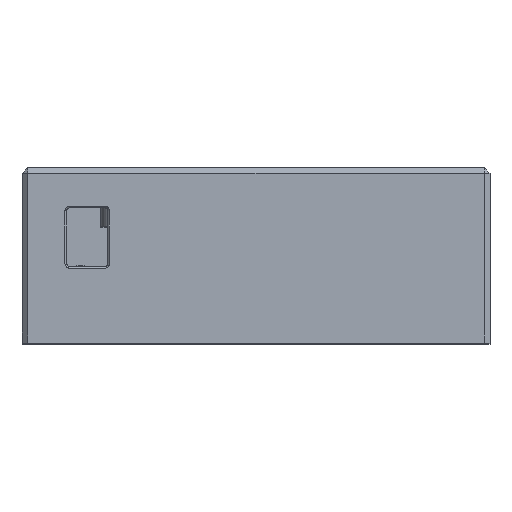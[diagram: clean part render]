
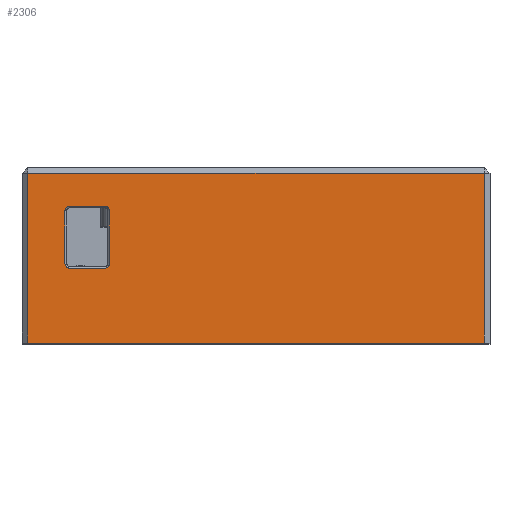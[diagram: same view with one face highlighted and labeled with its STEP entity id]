
A CAD part, top view. The second image highlights one B-rep face of the part: STEP entity #2306.
In plain terms, the highlighted planar face has unit normal (0, 0, 1).
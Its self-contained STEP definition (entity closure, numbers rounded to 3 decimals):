
#81=FACE_BOUND('',#389,.T.);
#127=CIRCLE('',#2485,0.8);
#129=CIRCLE('',#2489,0.8);
#131=CIRCLE('',#2493,0.8);
#133=CIRCLE('',#2497,0.8);
#231=FACE_OUTER_BOUND('',#388,.T.);
#388=EDGE_LOOP('',(#1706,#1707,#1708,#1709));
#389=EDGE_LOOP('',(#1710,#1711,#1712,#1713,#1714,#1715,#1716,#1717));
#599=LINE('',#3607,#831);
#603=LINE('',#3619,#835);
#607=LINE('',#3631,#839);
#611=LINE('',#3642,#843);
#620=LINE('',#3665,#852);
#621=LINE('',#3667,#853);
#622=LINE('',#3669,#854);
#623=LINE('',#3670,#855);
#831=VECTOR('',#2861,10.);
#835=VECTOR('',#2873,10.);
#839=VECTOR('',#2885,10.);
#843=VECTOR('',#2897,10.);
#852=VECTOR('',#2920,10.);
#853=VECTOR('',#2921,10.);
#854=VECTOR('',#2922,10.);
#855=VECTOR('',#2923,10.);
#1062=VERTEX_POINT('',#3597);
#1065=VERTEX_POINT('',#3602);
#1066=VERTEX_POINT('',#3606);
#1068=VERTEX_POINT('',#3612);
#1070=VERTEX_POINT('',#3618);
#1072=VERTEX_POINT('',#3624);
#1074=VERTEX_POINT('',#3630);
#1076=VERTEX_POINT('',#3636);
#1083=VERTEX_POINT('',#3663);
#1084=VERTEX_POINT('',#3664);
#1085=VERTEX_POINT('',#3666);
#1086=VERTEX_POINT('',#3668);
#1291=EDGE_CURVE('',#1065,#1062,#127,.T.);
#1292=EDGE_CURVE('',#1062,#1066,#599,.T.);
#1297=EDGE_CURVE('',#1066,#1068,#129,.T.);
#1298=EDGE_CURVE('',#1068,#1070,#603,.T.);
#1303=EDGE_CURVE('',#1070,#1072,#131,.T.);
#1304=EDGE_CURVE('',#1072,#1074,#607,.T.);
#1309=EDGE_CURVE('',#1074,#1076,#133,.T.);
#1310=EDGE_CURVE('',#1076,#1065,#611,.T.);
#1321=EDGE_CURVE('',#1083,#1084,#620,.T.);
#1322=EDGE_CURVE('',#1085,#1083,#621,.T.);
#1323=EDGE_CURVE('',#1086,#1085,#622,.T.);
#1324=EDGE_CURVE('',#1086,#1084,#623,.T.);
#1706=ORIENTED_EDGE('',*,*,#1321,.F.);
#1707=ORIENTED_EDGE('',*,*,#1322,.F.);
#1708=ORIENTED_EDGE('',*,*,#1323,.F.);
#1709=ORIENTED_EDGE('',*,*,#1324,.T.);
#1710=ORIENTED_EDGE('',*,*,#1291,.F.);
#1711=ORIENTED_EDGE('',*,*,#1310,.F.);
#1712=ORIENTED_EDGE('',*,*,#1309,.F.);
#1713=ORIENTED_EDGE('',*,*,#1304,.F.);
#1714=ORIENTED_EDGE('',*,*,#1303,.F.);
#1715=ORIENTED_EDGE('',*,*,#1298,.F.);
#1716=ORIENTED_EDGE('',*,*,#1297,.F.);
#1717=ORIENTED_EDGE('',*,*,#1292,.F.);
#2197=PLANE('',#2505);
#2306=ADVANCED_FACE('',(#231,#81),#2197,.T.);
#2485=AXIS2_PLACEMENT_3D('',#3604,#2857,#2858);
#2489=AXIS2_PLACEMENT_3D('',#3616,#2869,#2870);
#2493=AXIS2_PLACEMENT_3D('',#3628,#2881,#2882);
#2497=AXIS2_PLACEMENT_3D('',#3640,#2893,#2894);
#2505=AXIS2_PLACEMENT_3D('',#3662,#2918,#2919);
#2857=DIRECTION('center_axis',(0.,0.,1.));
#2858=DIRECTION('ref_axis',(-0.707,-0.707,0.));
#2861=DIRECTION('',(1.,0.,0.));
#2869=DIRECTION('center_axis',(0.,0.,1.));
#2870=DIRECTION('ref_axis',(0.707,-0.707,0.));
#2873=DIRECTION('',(0.,1.,0.));
#2881=DIRECTION('center_axis',(0.,0.,1.));
#2882=DIRECTION('ref_axis',(0.707,0.707,0.));
#2885=DIRECTION('',(-1.,0.,0.));
#2893=DIRECTION('center_axis',(0.,0.,1.));
#2894=DIRECTION('ref_axis',(-0.707,0.707,0.));
#2897=DIRECTION('',(0.,-1.,0.));
#2918=DIRECTION('center_axis',(0.,0.,1.));
#2919=DIRECTION('ref_axis',(1.,0.,0.));
#2920=DIRECTION('',(0.,-1.,0.));
#2921=DIRECTION('',(1.,0.,0.));
#2922=DIRECTION('',(0.,1.,0.));
#2923=DIRECTION('',(1.,0.,0.));
#3597=CARTESIAN_POINT('',(8.15,12.8,140.));
#3602=CARTESIAN_POINT('',(7.35,13.6,140.));
#3604=CARTESIAN_POINT('Origin',(8.15,13.6,140.));
#3606=CARTESIAN_POINT('',(14.15,12.8,140.));
#3607=CARTESIAN_POINT('',(7.325,12.8,140.));
#3612=CARTESIAN_POINT('',(14.95,13.6,140.));
#3616=CARTESIAN_POINT('Origin',(14.15,13.6,140.));
#3618=CARTESIAN_POINT('',(14.95,22.6,140.));
#3619=CARTESIAN_POINT('',(14.95,11.55,140.));
#3624=CARTESIAN_POINT('',(14.15,23.4,140.));
#3628=CARTESIAN_POINT('Origin',(14.15,22.6,140.));
#3630=CARTESIAN_POINT('',(8.15,23.4,140.));
#3631=CARTESIAN_POINT('',(3.825,23.4,140.));
#3636=CARTESIAN_POINT('',(7.35,22.6,140.));
#3640=CARTESIAN_POINT('Origin',(8.15,22.6,140.));
#3642=CARTESIAN_POINT('',(7.35,6.55,140.));
#3662=CARTESIAN_POINT('Origin',(0.,0.,140.));
#3663=CARTESIAN_POINT('',(79.,29.,140.));
#3664=CARTESIAN_POINT('',(79.,0.,140.));
#3665=CARTESIAN_POINT('',(79.,0.,140.));
#3666=CARTESIAN_POINT('',(1.,29.,140.));
#3667=CARTESIAN_POINT('',(40.,29.,140.));
#3668=CARTESIAN_POINT('',(1.,0.,140.));
#3669=CARTESIAN_POINT('',(1.,15.,140.));
#3670=CARTESIAN_POINT('',(0.,0.,140.));
